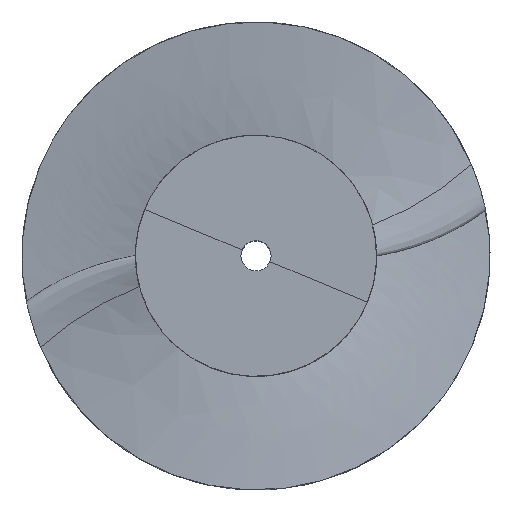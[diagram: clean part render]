
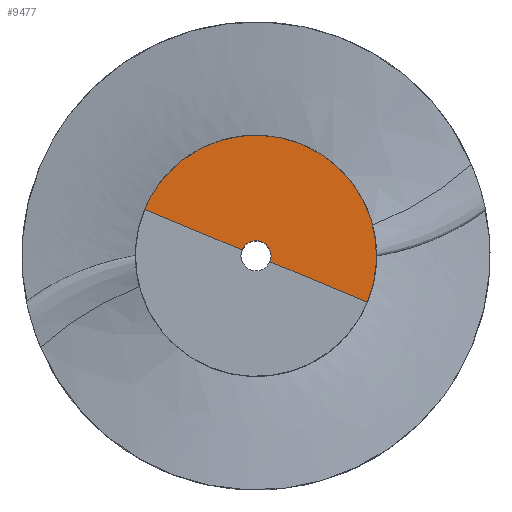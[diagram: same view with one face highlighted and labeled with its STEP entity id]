
A CAD part, top view. The second image highlights one B-rep face of the part: STEP entity #9477.
In plain terms, the highlighted face is a revolution surface.
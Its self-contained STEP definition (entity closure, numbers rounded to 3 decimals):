
#4663 = VERTEX_POINT('',#4664);
#4664 = CARTESIAN_POINT('',(-5.88,5.424,0.));
#4684 = EDGE_CURVE('',#4685,#4663,#4687,.T.);
#4685 = VERTEX_POINT('',#4686);
#4686 = CARTESIAN_POINT('',(7.382,-3.083,0.));
#4687 = CIRCLE('',#4688,8.);
#4688 = AXIS2_PLACEMENT_3D('',#4689,#4690,#4691);
#4689 = CARTESIAN_POINT('',(0.,0.,0.));
#4690 = DIRECTION('',(0.,0.,1.));
#4691 = DIRECTION('',(-0.923,0.385,0.));
#7523 = VERTEX_POINT('',#7524);
#7524 = CARTESIAN_POINT('',(-7.382,3.083,0.));
#7531 = EDGE_CURVE('',#4663,#7523,#7532,.T.);
#7532 = CIRCLE('',#7533,8.);
#7533 = AXIS2_PLACEMENT_3D('',#7534,#7535,#7536);
#7534 = CARTESIAN_POINT('',(0.,0.,0.));
#7535 = DIRECTION('',(-0.,0.,1.));
#7536 = DIRECTION('',(0.923,-0.385,0.));
#9431 = VERTEX_POINT('',#9432);
#9432 = CARTESIAN_POINT('',(-0.923,0.385,0.));
#9437 = EDGE_CURVE('',#9438,#9431,#9440,.T.);
#9438 = VERTEX_POINT('',#9439);
#9439 = CARTESIAN_POINT('',(0.923,-0.385,0.));
#9440 = CIRCLE('',#9441,1.);
#9441 = AXIS2_PLACEMENT_3D('',#9442,#9443,#9444);
#9442 = CARTESIAN_POINT('',(0.,0.,0.));
#9443 = DIRECTION('',(0.,0.,1.));
#9444 = DIRECTION('',(-0.923,0.385,0.));
#9477 = ADVANCED_FACE('[Impeller_2] Material domain SolidHub',(#9478),
  #9493,.F.);
#9478 = FACE_BOUND('',#9479,.F.);
#9479 = EDGE_LOOP('',(#9480,#9481,#9486,#9487,#9488));
#9480 = ORIENTED_EDGE('',*,*,#9437,.T.);
#9481 = ORIENTED_EDGE('',*,*,#9482,.T.);
#9482 = EDGE_CURVE('',#9431,#7523,#9483,.T.);
#9483 = B_SPLINE_CURVE_WITH_KNOTS('',1,(#9484,#9485),.UNSPECIFIED.,.F.,
  .F.,(2,2),(0.,1.),.PIECEWISE_BEZIER_KNOTS.);
#9484 = CARTESIAN_POINT('',(-0.923,0.385,0.));
#9485 = CARTESIAN_POINT('',(-7.382,3.083,0.));
#9486 = ORIENTED_EDGE('',*,*,#7531,.F.);
#9487 = ORIENTED_EDGE('',*,*,#4684,.F.);
#9488 = ORIENTED_EDGE('',*,*,#9489,.F.);
#9489 = EDGE_CURVE('',#9438,#4685,#9490,.T.);
#9490 = B_SPLINE_CURVE_WITH_KNOTS('',1,(#9491,#9492),.UNSPECIFIED.,.F.,
  .F.,(2,2),(0.,1.),.PIECEWISE_BEZIER_KNOTS.);
#9491 = CARTESIAN_POINT('',(0.923,-0.385,0.));
#9492 = CARTESIAN_POINT('',(7.382,-3.083,0.));
#9493 = SURFACE_OF_REVOLUTION('',#9494,#9497);
#9494 = B_SPLINE_CURVE_WITH_KNOTS('',1,(#9495,#9496),.UNSPECIFIED.,.F.,
  .F.,(2,2),(0.,1.),.PIECEWISE_BEZIER_KNOTS.);
#9495 = CARTESIAN_POINT('',(-0.923,0.385,0.));
#9496 = CARTESIAN_POINT('',(-7.382,3.083,0.));
#9497 = AXIS1_PLACEMENT('',#9498,#9499);
#9498 = CARTESIAN_POINT('',(0.,0.,0.));
#9499 = DIRECTION('',(0.,0.,1.));
